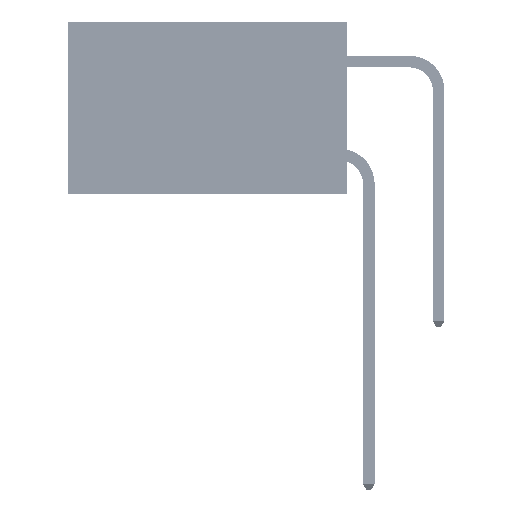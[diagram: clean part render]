
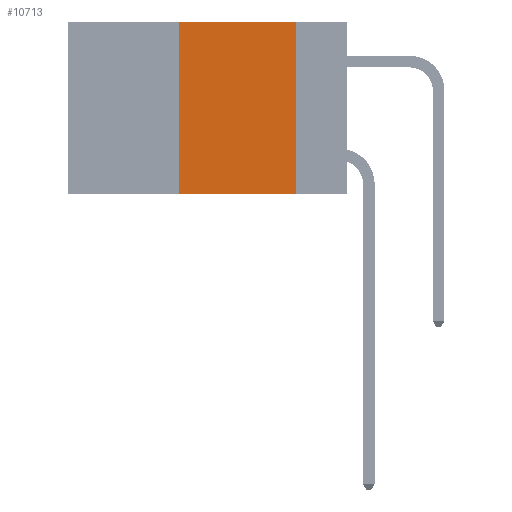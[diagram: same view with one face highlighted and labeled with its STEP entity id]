
A CAD part, left-side view. The second image highlights one B-rep face of the part: STEP entity #10713.
In plain terms, the highlighted planar face has unit normal (-1, 0, 0).
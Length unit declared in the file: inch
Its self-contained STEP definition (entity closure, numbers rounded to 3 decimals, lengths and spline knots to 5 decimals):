
#527 = CARTESIAN_POINT ( 'NONE',  ( 0., 0.11, 0. ) ) ;
#1443 = ORIENTED_EDGE ( 'NONE', *, *, #12920, .F. ) ;
#2191 = ORIENTED_EDGE ( 'NONE', *, *, #39146, .F. ) ;
#3453 = FACE_OUTER_BOUND ( 'NONE', #47905, .T. ) ;
#6117 = CARTESIAN_POINT ( 'NONE',  ( 0., 0.6, -0.37 ) ) ;
#10713 = ADVANCED_FACE ( 'NONE', ( #3453 ), #48526, .F. ) ;
#12920 = EDGE_CURVE ( 'NONE', #49820, #17502, #25897, .T. ) ;
#13591 = CARTESIAN_POINT ( 'NONE',  ( 0., 0.36, 0. ) ) ;
#14902 = VECTOR ( 'NONE', #25366, 39.37008 ) ;
#17502 = VERTEX_POINT ( 'NONE', #18620 ) ;
#18620 = CARTESIAN_POINT ( 'NONE',  ( 0., 0.36, 0. ) ) ;
#20070 = VECTOR ( 'NONE', #22366, 39.37008 ) ;
#22366 = DIRECTION ( 'NONE',  ( 0., -1., 0. ) ) ;
#22937 = LINE ( 'NONE', #527, #41060 ) ;
#24510 = VERTEX_POINT ( 'NONE', #25132 ) ;
#25093 = DIRECTION ( 'NONE',  ( 0., 0., -1. ) ) ;
#25132 = CARTESIAN_POINT ( 'NONE',  ( 0., 0.11, -0.37 ) ) ;
#25324 = DIRECTION ( 'NONE',  ( 0., -1., 0. ) ) ;
#25366 = DIRECTION ( 'NONE',  ( 0., 0., 1. ) ) ;
#25897 = LINE ( 'NONE', #13591, #14902 ) ;
#26527 = LINE ( 'NONE', #6117, #20070 ) ;
#26614 = AXIS2_PLACEMENT_3D ( 'NONE', #44343, #49236, #40534 ) ;
#31384 = CARTESIAN_POINT ( 'NONE',  ( 0., 0.36, -0.37 ) ) ;
#31990 = CARTESIAN_POINT ( 'NONE',  ( 0., 0.11, 0. ) ) ;
#33325 = EDGE_CURVE ( 'NONE', #49820, #24510, #26527, .T. ) ;
#37815 = CARTESIAN_POINT ( 'NONE',  ( 0., 0.6, 0. ) ) ;
#38976 = VECTOR ( 'NONE', #25324, 39.37008 ) ;
#39146 = EDGE_CURVE ( 'NONE', #17502, #48071, #45486, .T. ) ;
#40534 = DIRECTION ( 'NONE',  ( 0., 0., -1. ) ) ;
#41060 = VECTOR ( 'NONE', #25093, 39.37008 ) ;
#44343 = CARTESIAN_POINT ( 'NONE',  ( 0., 0.6, 0. ) ) ;
#45486 = LINE ( 'NONE', #37815, #38976 ) ;
#46323 = ORIENTED_EDGE ( 'NONE', *, *, #51161, .F. ) ;
#47905 = EDGE_LOOP ( 'NONE', ( #46323, #2191, #1443, #50747 ) ) ;
#48071 = VERTEX_POINT ( 'NONE', #31990 ) ;
#48526 = PLANE ( 'NONE',  #26614 ) ;
#49236 = DIRECTION ( 'NONE',  ( 1., 0., 0. ) ) ;
#49820 = VERTEX_POINT ( 'NONE', #31384 ) ;
#50747 = ORIENTED_EDGE ( 'NONE', *, *, #33325, .T. ) ;
#51161 = EDGE_CURVE ( 'NONE', #48071, #24510, #22937, .T. ) ;
